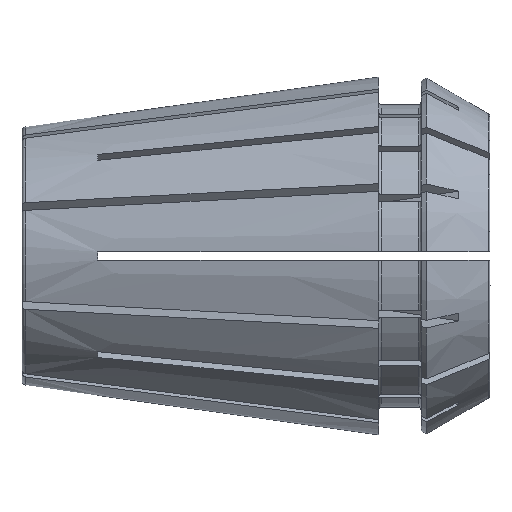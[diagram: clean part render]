
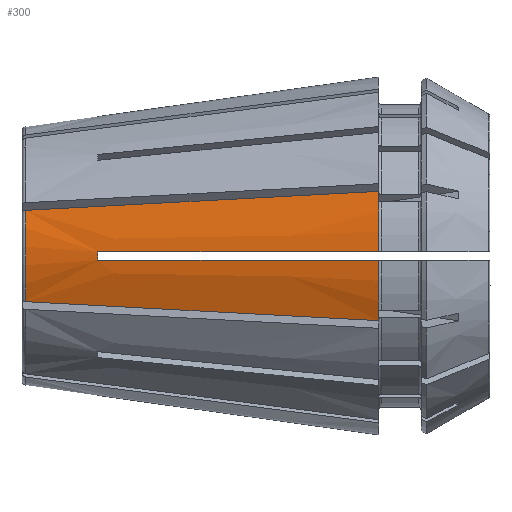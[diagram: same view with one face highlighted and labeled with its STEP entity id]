
A CAD part, front view. The second image highlights one B-rep face of the part: STEP entity #300.
In plain terms, the highlighted conical face has half-angle 8 degrees and reference radius 13 mm.
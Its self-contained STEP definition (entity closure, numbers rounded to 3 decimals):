
#300 = ADVANCED_FACE( '', ( #863 ), #864, .T. );
#863 = FACE_OUTER_BOUND( '', #1686, .T. );
#864 = CONICAL_SURFACE( '', #1687, 13., 0.14 );
#1686 = EDGE_LOOP( '', ( #2518, #2519, #2520, #2521, #2522, #2523, #2524, #2525 ) );
#1687 = AXIS2_PLACEMENT_3D( '', #2526, #2527, #2528 );
#2518 = ORIENTED_EDGE( '', *, *, #5216, .F. );
#2519 = ORIENTED_EDGE( '', *, *, #5217, .T. );
#2520 = ORIENTED_EDGE( '', *, *, #5218, .T. );
#2521 = ORIENTED_EDGE( '', *, *, #5219, .T. );
#2522 = ORIENTED_EDGE( '', *, *, #5220, .F. );
#2523 = ORIENTED_EDGE( '', *, *, #5221, .F. );
#2524 = ORIENTED_EDGE( '', *, *, #5222, .T. );
#2525 = ORIENTED_EDGE( '', *, *, #5223, .F. );
#2526 = CARTESIAN_POINT( '', ( -8.1, 0., 0. ) );
#2527 = DIRECTION( '', ( 1., 0., 0. ) );
#2528 = DIRECTION( '', ( 0., 0., -1. ) );
#5216 = EDGE_CURVE( '', #6309, #6310, #6311, .T. );
#5217 = EDGE_CURVE( '', #6309, #6312, #6313, .T. );
#5218 = EDGE_CURVE( '', #6312, #6314, #6315, .T. );
#5219 = EDGE_CURVE( '', #6314, #6316, #6317, .F. );
#5220 = EDGE_CURVE( '', #6318, #6316, #6319, .T. );
#5221 = EDGE_CURVE( '', #6320, #6318, #6321, .F. );
#5222 = EDGE_CURVE( '', #6320, #6322, #6323, .T. );
#5223 = EDGE_CURVE( '', #6310, #6322, #6324, .T. );
#6309 = VERTEX_POINT( '', #7947 );
#6310 = VERTEX_POINT( '', #7948 );
#6311 = CIRCLE( '', #7949, 9.396 );
#6312 = VERTEX_POINT( '', #7950 );
#6313 = B_SPLINE_CURVE_WITH_KNOTS( '', 3, ( #7951, #7952, #7953, #7954, #7955, #7956, #7957 ), .UNSPECIFIED., .F., .F., ( 4, 3, 4 ), ( 0., 0.016, 0.026 ), .UNSPECIFIED. );
#6314 = VERTEX_POINT( '', #7958 );
#6315 = CIRCLE( '', #7959, 13. );
#6316 = VERTEX_POINT( '', #7960 );
#6317 = B_SPLINE_CURVE_WITH_KNOTS( '', 3, ( #7961, #7962, #7963, #7964, #7965, #7966, #7967 ), .UNSPECIFIED., .F., .F., ( 4, 3, 4 ), ( 0.016, 0.018, 0.037 ), .UNSPECIFIED. );
#6318 = VERTEX_POINT( '', #7968 );
#6319 = CIRCLE( '', #7969, 10.133 );
#6320 = VERTEX_POINT( '', #7970 );
#6321 = B_SPLINE_CURVE_WITH_KNOTS( '', 3, ( #7971, #7972, #7973, #7974, #7975, #7976, #7977 ), .UNSPECIFIED., .F., .F., ( 4, 3, 4 ), ( 0.016, 0.018, 0.037 ), .UNSPECIFIED. );
#6322 = VERTEX_POINT( '', #7978 );
#6323 = CIRCLE( '', #7979, 13. );
#6324 = B_SPLINE_CURVE_WITH_KNOTS( '', 3, ( #7980, #7981, #7982, #7983, #7984, #7985, #7986 ), .UNSPECIFIED., .F., .F., ( 4, 3, 4 ), ( 0., 0.016, 0.026 ), .UNSPECIFIED. );
#7947 = CARTESIAN_POINT( '', ( -33.742, -8.791, -3.317 ) );
#7948 = CARTESIAN_POINT( '', ( -33.742, -8.791, 3.317 ) );
#7949 = AXIS2_PLACEMENT_3D( '', #11147, #11148, #11149 );
#7950 = CARTESIAN_POINT( '', ( -8.1, -12.122, -4.696 ) );
#7951 = CARTESIAN_POINT( '', ( -33.742, -8.791, -3.317 ) );
#7952 = CARTESIAN_POINT( '', ( -28.297, -9.499, -3.61 ) );
#7953 = CARTESIAN_POINT( '', ( -22.851, -10.206, -3.903 ) );
#7954 = CARTESIAN_POINT( '', ( -17.406, -10.913, -4.196 ) );
#7955 = CARTESIAN_POINT( '', ( -14.304, -11.316, -4.363 ) );
#7956 = CARTESIAN_POINT( '', ( -11.202, -11.719, -4.53 ) );
#7957 = CARTESIAN_POINT( '', ( -8.1, -12.122, -4.696 ) );
#7958 = CARTESIAN_POINT( '', ( -8.1, -12.997, -0.3 ) );
#7959 = AXIS2_PLACEMENT_3D( '', #11150, #11151, #11152 );
#7960 = CARTESIAN_POINT( '', ( -28.5, -10.129, -0.3 ) );
#7961 = CARTESIAN_POINT( '', ( -28.5, -10.129, -0.3 ) );
#7962 = CARTESIAN_POINT( '', ( -27.695, -10.242, -0.3 ) );
#7963 = CARTESIAN_POINT( '', ( -26.891, -10.355, -0.3 ) );
#7964 = CARTESIAN_POINT( '', ( -26.086, -10.468, -0.3 ) );
#7965 = CARTESIAN_POINT( '', ( -20.091, -11.311, -0.3 ) );
#7966 = CARTESIAN_POINT( '', ( -14.095, -12.154, -0.3 ) );
#7967 = CARTESIAN_POINT( '', ( -8.1, -12.997, -0.3 ) );
#7968 = CARTESIAN_POINT( '', ( -28.5, -10.129, 0.3 ) );
#7969 = AXIS2_PLACEMENT_3D( '', #11153, #11154, #11155 );
#7970 = CARTESIAN_POINT( '', ( -8.1, -12.997, 0.3 ) );
#7971 = CARTESIAN_POINT( '', ( -28.5, -10.129, 0.3 ) );
#7972 = CARTESIAN_POINT( '', ( -27.695, -10.242, 0.3 ) );
#7973 = CARTESIAN_POINT( '', ( -26.891, -10.355, 0.3 ) );
#7974 = CARTESIAN_POINT( '', ( -26.086, -10.468, 0.3 ) );
#7975 = CARTESIAN_POINT( '', ( -20.091, -11.311, 0.3 ) );
#7976 = CARTESIAN_POINT( '', ( -14.095, -12.154, 0.3 ) );
#7977 = CARTESIAN_POINT( '', ( -8.1, -12.997, 0.3 ) );
#7978 = CARTESIAN_POINT( '', ( -8.1, -12.122, 4.696 ) );
#7979 = AXIS2_PLACEMENT_3D( '', #11156, #11157, #11158 );
#7980 = CARTESIAN_POINT( '', ( -33.742, -8.791, 3.317 ) );
#7981 = CARTESIAN_POINT( '', ( -28.297, -9.499, 3.61 ) );
#7982 = CARTESIAN_POINT( '', ( -22.851, -10.206, 3.903 ) );
#7983 = CARTESIAN_POINT( '', ( -17.406, -10.913, 4.196 ) );
#7984 = CARTESIAN_POINT( '', ( -14.304, -11.316, 4.363 ) );
#7985 = CARTESIAN_POINT( '', ( -11.202, -11.719, 4.53 ) );
#7986 = CARTESIAN_POINT( '', ( -8.1, -12.122, 4.696 ) );
#11147 = CARTESIAN_POINT( '', ( -33.742, 0., 0. ) );
#11148 = DIRECTION( '', ( -1., 0., 0. ) );
#11149 = DIRECTION( '', ( 0., 0., 1. ) );
#11150 = CARTESIAN_POINT( '', ( -8.1, 0., 0. ) );
#11151 = DIRECTION( '', ( -1., 0., 0. ) );
#11152 = DIRECTION( '', ( 0., 0., 1. ) );
#11153 = CARTESIAN_POINT( '', ( -28.5, 0., 0. ) );
#11154 = DIRECTION( '', ( 1., 0., 0. ) );
#11155 = DIRECTION( '', ( 0., 0., -1. ) );
#11156 = CARTESIAN_POINT( '', ( -8.1, 0., 0. ) );
#11157 = DIRECTION( '', ( -1., 0., 0. ) );
#11158 = DIRECTION( '', ( 0., 0., 1. ) );
